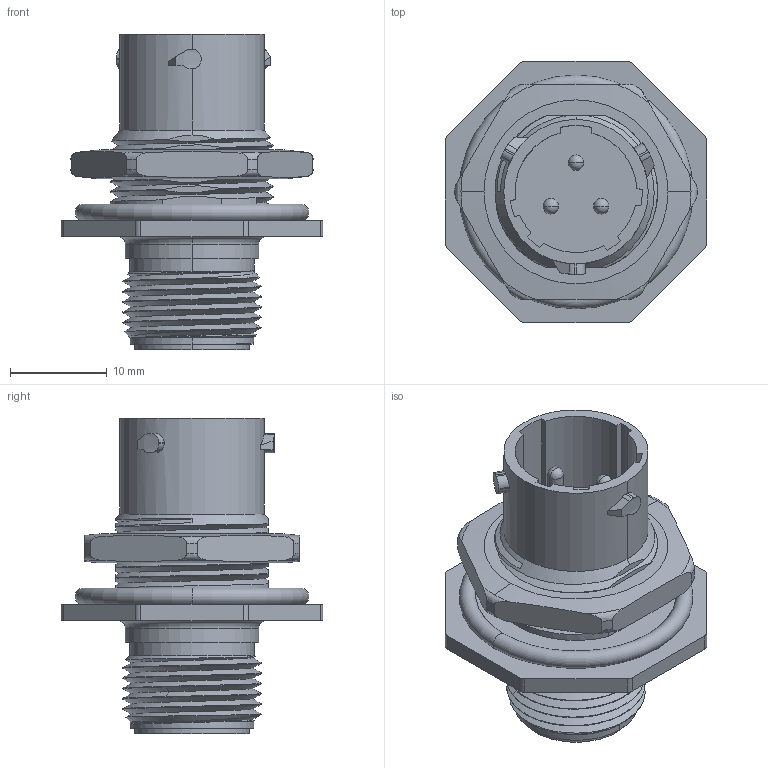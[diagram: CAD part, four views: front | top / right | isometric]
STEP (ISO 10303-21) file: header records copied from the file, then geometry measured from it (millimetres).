
FILE_DESCRIPTION((''),'2;1');
FILE_NAME('UT07103PHX_CATALOGUE','2010-11-23T',('Gsineau'),('SOURIAU'),'PRO/ENGINEER BY PARAMETRIC TECHNOLOGY CORPORATION, 2010140','PRO/ENGINEER BY PARAMETRIC TECHNOLOGY CORPORATION, 2010140','');
FILE_SCHEMA(('CONFIG_CONTROL_DESIGN'));
Length unit declared in the file: millimetre
Products named in the file (1): UT07103PHX_CATALOGUE
Bounding box: 26.97 x 26.97 x 32.55 mm (x, y, z)
Volume: 6079.9 mm3; surface area: 4456.8 mm2
Topology: 1 solids, 3 shells, 221 faces, 592 edges, 386 vertices
Faces by surface type: cylinder 96, plane 82, torus 18, cone 10, bspline 9, sphere 6
Entity records: 9639 total; most frequent: CARTESIAN_POINT 4232, ORIENTED_EDGE 1172, DIRECTION 1055, EDGE_CURVE 586, AXIS2_PLACEMENT_3D 405, VERTEX_POINT 386, VECTOR 245, LINE 245
